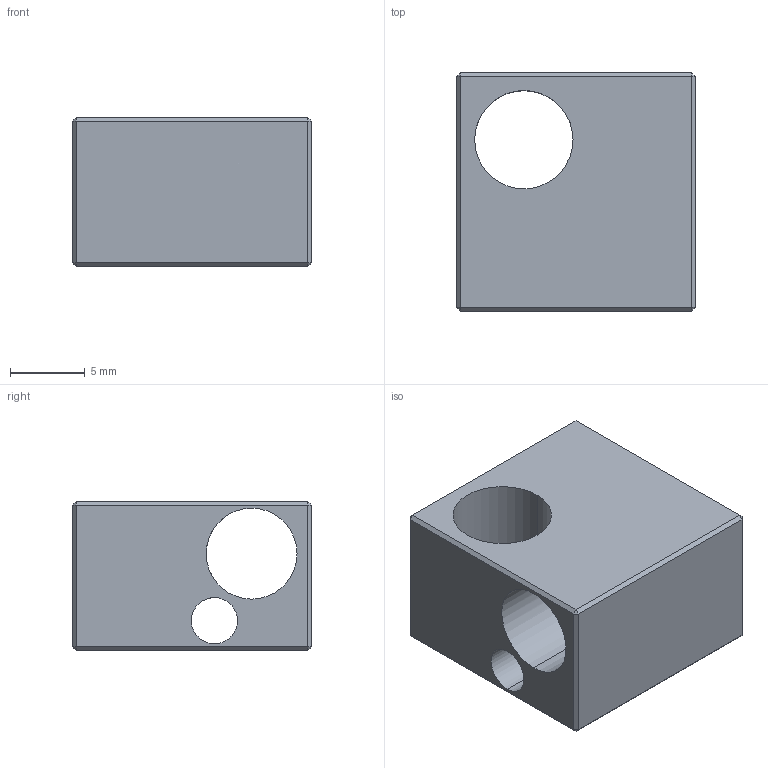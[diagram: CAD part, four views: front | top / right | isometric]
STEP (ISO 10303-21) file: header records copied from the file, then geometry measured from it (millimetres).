
FILE_DESCRIPTION (( 'STEP AP214' ), '1' );
FILE_NAME ('OE-V4_bloc-chauffant.STEP', '2015-08-25T17:50:39', ( '' ), ( '' ), 'SwSTEP 2.0', 'SolidWorks 2015', '' );
FILE_SCHEMA (( 'AUTOMOTIVE_DESIGN' ));
Length unit declared in the file: millimetre
Products named in the file (2): OE-V4_bloc-chauffant
Bounding box: 16 x 16 x 10 mm (x, y, z)
Volume: 1466.6 mm3; surface area: 1806.7 mm2
Topology: 1 solids, 1 shells, 40 faces, 88 edges, 49 vertices
Faces by surface type: plane 26, cylinder 11, cone 3
Entity records: 1226 total; most frequent: CARTESIAN_POINT 290, DIRECTION 185, ORIENTED_EDGE 176, EDGE_CURVE 88, AXIS2_PLACEMENT_3D 62, VECTOR 61, LINE 61, VERTEX_POINT 49
